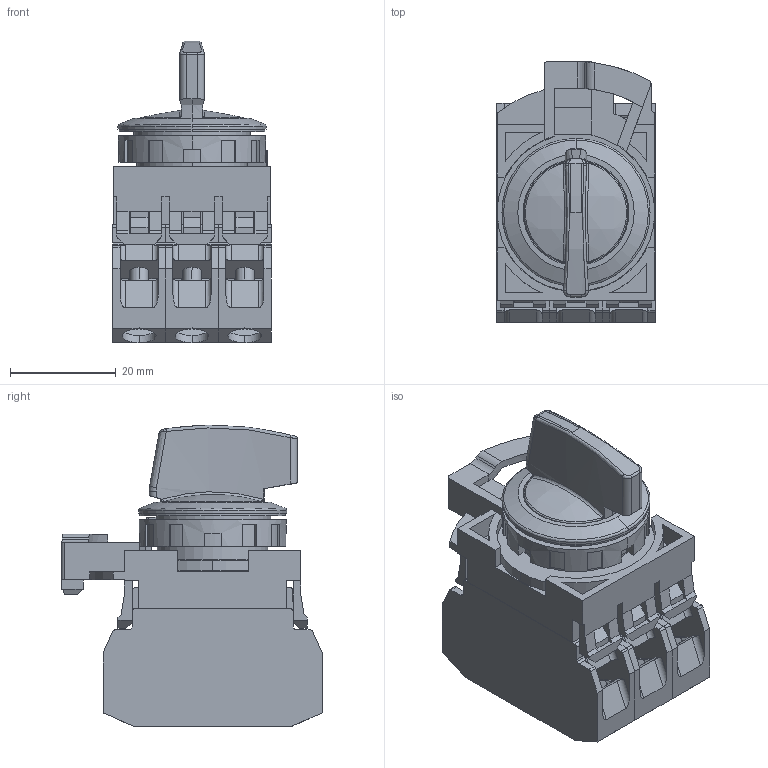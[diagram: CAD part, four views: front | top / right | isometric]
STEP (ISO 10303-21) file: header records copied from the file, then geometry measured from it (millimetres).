
FILE_DESCRIPTION (( 'STEP AP214' ), '1' );
FILE_NAME ('21_CW[1][4]S-$$LExx.STEP', '2020-09-23T01:58:06', ( 'IDEC' ), ( 'IDEC' ), 'SwSTEP 2.0', 'SolidWorks 2019', '' );
FILE_SCHEMA (( 'AUTOMOTIVE_DESIGN' ));
Length unit declared in the file: millimetre
Products named in the file (6): CW-HANDLE-L; CW-LOCK-NUT; CW-CN; 21_CW[1][4]S-$$LExx; CW-SS-BODY; YW-Exx(R)
Assembly tree (8 placements, depth 2):
  21_CW[1][4]S-$$LExx
    CW-SS-BODY
    CW-HANDLE-L
    CW-CN
    YW-Exx(R)  x4
    CW-LOCK-NUT
Bounding box: 30 x 49.2 x 57 mm (x, y, z)
Volume: 45250.1 mm3; surface area: 29517 mm2
Topology: 8 solids, 9 shells, 1214 faces, 3367 edges, 2183 vertices
Faces by surface type: plane 777, cylinder 326, bspline 72, cone 39
Entity records: 19467 total; most frequent: CARTESIAN_POINT 4603, ORIENTED_EDGE 3178, DIRECTION 2894, EDGE_CURVE 1589, VECTOR 1128, LINE 1128, VERTEX_POINT 1025, AXIS2_PLACEMENT_3D 883
